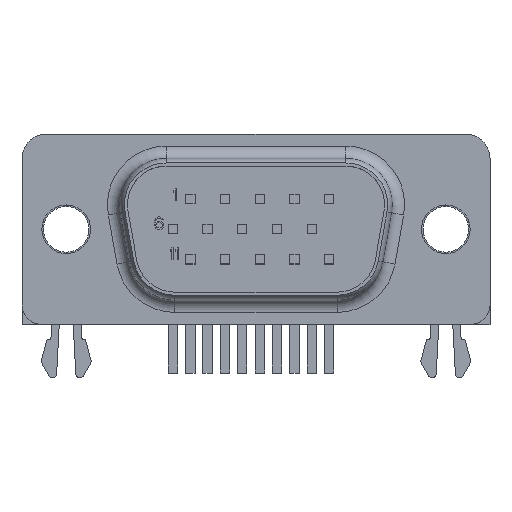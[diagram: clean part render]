
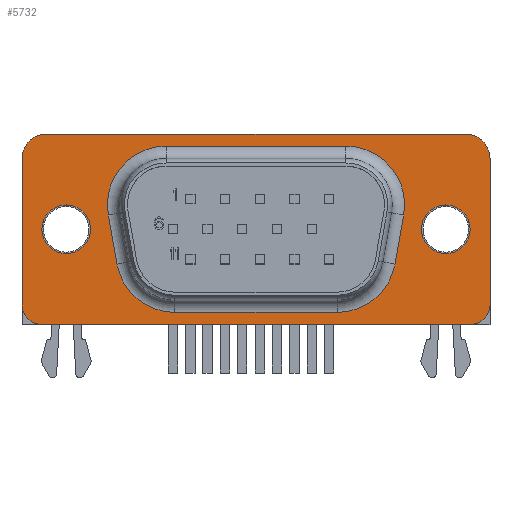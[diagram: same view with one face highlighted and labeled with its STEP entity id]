
A CAD part, top view. The second image highlights one B-rep face of the part: STEP entity #5732.
In plain terms, the highlighted planar face has unit normal (0, 0, 1).
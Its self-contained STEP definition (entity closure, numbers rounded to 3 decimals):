
#104=DIRECTION('',(0.,-1.,0.));
#105=VECTOR('',#104,9.655);
#106=CARTESIAN_POINT('',(-15.405,4.675,-6.));
#107=LINE('',#106,#105);
#122=CARTESIAN_POINT('',(14.135,-4.98,-6.));
#123=DIRECTION('',(0.,0.,1.));
#124=DIRECTION('',(0.,-1.,0.));
#125=AXIS2_PLACEMENT_3D('',#122,#123,#124);
#127=CARTESIAN_POINT('',(-14.135,-4.98,-6.));
#128=DIRECTION('',(0.,0.,1.));
#129=DIRECTION('',(-1.,0.,0.));
#130=AXIS2_PLACEMENT_3D('',#127,#128,#129);
#132=DIRECTION('',(1.,0.,0.));
#133=VECTOR('',#132,27.66);
#134=CARTESIAN_POINT('',(-13.83,6.25,-6.));
#135=LINE('',#134,#133);
#136=CARTESIAN_POINT('',(-12.495,0.,-6.));
#137=DIRECTION('',(0.,0.,-1.));
#138=DIRECTION('',(-1.,0.,0.));
#139=AXIS2_PLACEMENT_3D('',#136,#137,#138);
#141=CARTESIAN_POINT('',(-12.495,0.,-6.));
#142=DIRECTION('',(0.,0.,-1.));
#143=DIRECTION('',(1.,0.,0.));
#144=AXIS2_PLACEMENT_3D('',#141,#142,#143);
#146=CARTESIAN_POINT('',(12.495,0.,-6.));
#147=DIRECTION('',(0.,0.,-1.));
#148=DIRECTION('',(-1.,0.,0.));
#149=AXIS2_PLACEMENT_3D('',#146,#147,#148);
#151=CARTESIAN_POINT('',(12.495,0.,-6.));
#152=DIRECTION('',(0.,0.,-1.));
#153=DIRECTION('',(1.,0.,0.));
#154=AXIS2_PLACEMENT_3D('',#151,#152,#153);
#164=DIRECTION('',(0.,-1.,0.));
#165=VECTOR('',#164,9.655);
#166=CARTESIAN_POINT('',(15.405,4.675,-6.));
#167=LINE('',#166,#165);
#209=CARTESIAN_POINT('',(13.83,4.675,-6.));
#210=DIRECTION('',(0.,0.,1.));
#211=DIRECTION('',(1.,0.,0.));
#212=AXIS2_PLACEMENT_3D('',#209,#210,#211);
#222=CARTESIAN_POINT('',(-13.83,4.675,-6.));
#223=DIRECTION('',(0.,0.,1.));
#224=DIRECTION('',(0.,1.,0.));
#225=AXIS2_PLACEMENT_3D('',#222,#223,#224);
#1125=DIRECTION('',(1.,0.,0.));
#1126=VECTOR('',#1125,28.27);
#1127=CARTESIAN_POINT('',(-14.135,-6.25,-6.));
#1128=LINE('',#1127,#1126);
#2484=DIRECTION('',(0.174,0.985,0.));
#2485=VECTOR('',#2484,3.27);
#2486=CARTESIAN_POINT('',(9.154,-2.28,-6.));
#2487=LINE('',#2486,#2485);
#2493=CARTESIAN_POINT('',(5.92,1.61,-6.));
#2494=DIRECTION('',(0.,0.,1.));
#2495=DIRECTION('',(0.985,-0.174,0.));
#2496=AXIS2_PLACEMENT_3D('',#2493,#2494,#2495);
#2508=DIRECTION('',(-1.,0.,0.));
#2509=VECTOR('',#2508,11.84);
#2510=CARTESIAN_POINT('',(5.92,5.471,-6.));
#2511=LINE('',#2510,#2509);
#2521=CARTESIAN_POINT('',(-5.92,1.61,-6.));
#2522=DIRECTION('',(0.,0.,1.));
#2523=DIRECTION('',(0.,1.,0.));
#2524=AXIS2_PLACEMENT_3D('',#2521,#2522,#2523);
#2536=DIRECTION('',(0.174,-0.985,0.));
#2537=VECTOR('',#2536,3.27);
#2538=CARTESIAN_POINT('',(-9.722,0.94,-6.));
#2539=LINE('',#2538,#2537);
#2573=CARTESIAN_POINT('',(5.352,-1.61,-6.));
#2574=DIRECTION('',(0.,0.,1.));
#2575=DIRECTION('',(0.,-1.,0.));
#2576=AXIS2_PLACEMENT_3D('',#2573,#2574,#2575);
#2588=DIRECTION('',(1.,0.,0.));
#2589=VECTOR('',#2588,10.704);
#2590=CARTESIAN_POINT('',(-5.352,-5.471,-6.));
#2591=LINE('',#2590,#2589);
#2606=CARTESIAN_POINT('',(-5.352,-1.61,-6.));
#2607=DIRECTION('',(0.,0.,1.));
#2608=DIRECTION('',(-0.985,-0.174,0.));
#2609=AXIS2_PLACEMENT_3D('',#2606,#2607,#2608);
#4297=CARTESIAN_POINT('',(13.83,6.25,-6.));
#4299=VERTEX_POINT('',#4297);
#4302=CARTESIAN_POINT('',(15.405,4.675,-6.));
#4303=VERTEX_POINT('',#4302);
#4304=CARTESIAN_POINT('',(-13.83,6.25,-6.));
#4306=VERTEX_POINT('',#4304);
#4308=CARTESIAN_POINT('',(-15.405,4.675,-6.));
#4309=VERTEX_POINT('',#4308);
#4336=CARTESIAN_POINT('',(-15.405,-4.98,-6.));
#4337=VERTEX_POINT('',#4336);
#4342=CARTESIAN_POINT('',(15.405,-4.98,-6.));
#4343=VERTEX_POINT('',#4342);
#4344=CARTESIAN_POINT('',(14.135,-6.25,-6.));
#4345=VERTEX_POINT('',#4344);
#4346=CARTESIAN_POINT('',(-14.135,-6.25,-6.));
#4347=VERTEX_POINT('',#4346);
#5520=CARTESIAN_POINT('',(9.154,-2.28,-6.));
#5521=CARTESIAN_POINT('',(9.722,0.94,-6.));
#5522=VERTEX_POINT('',#5520);
#5523=VERTEX_POINT('',#5521);
#5524=CARTESIAN_POINT('',(5.92,5.471,-6.));
#5525=VERTEX_POINT('',#5524);
#5528=CARTESIAN_POINT('',(-5.92,5.471,-6.));
#5529=VERTEX_POINT('',#5528);
#5532=CARTESIAN_POINT('',(-9.722,0.94,-6.));
#5533=VERTEX_POINT('',#5532);
#5536=CARTESIAN_POINT('',(-9.154,-2.28,-6.));
#5537=VERTEX_POINT('',#5536);
#5540=CARTESIAN_POINT('',(5.352,-5.471,-6.));
#5541=VERTEX_POINT('',#5540);
#5544=CARTESIAN_POINT('',(-5.352,-5.471,-6.));
#5545=VERTEX_POINT('',#5544);
#5600=CARTESIAN_POINT('',(-14.095,0.,-6.));
#5601=VERTEX_POINT('',#5600);
#5602=CARTESIAN_POINT('',(-10.895,0.,-6.));
#5603=VERTEX_POINT('',#5602);
#5604=CARTESIAN_POINT('',(10.895,0.,-6.));
#5605=VERTEX_POINT('',#5604);
#5606=CARTESIAN_POINT('',(14.095,0.,-6.));
#5607=VERTEX_POINT('',#5606);
#5681=CARTESIAN_POINT('',(-15.405,6.25,-6.));
#5682=DIRECTION('',(0.,0.,1.));
#5683=DIRECTION('',(0.,-1.,0.));
#5684=AXIS2_PLACEMENT_3D('',#5681,#5682,#5683);
#5685=PLANE('',#5684);
#5687=ORIENTED_EDGE('',*,*,#5686,.F.);
#5689=ORIENTED_EDGE('',*,*,#5688,.F.);
#5690=ORIENTED_EDGE('',*,*,#5673,.F.);
#5691=ORIENTED_EDGE('',*,*,#5633,.F.);
#5693=ORIENTED_EDGE('',*,*,#5692,.F.);
#5695=ORIENTED_EDGE('',*,*,#5694,.T.);
#5697=ORIENTED_EDGE('',*,*,#5696,.F.);
#5699=ORIENTED_EDGE('',*,*,#5698,.T.);
#5700=EDGE_LOOP('',(#5687,#5689,#5690,#5691,#5693,#5695,#5697,#5699));
#5701=FACE_OUTER_BOUND('',#5700,.F.);
#5703=ORIENTED_EDGE('',*,*,#5702,.T.);
#5705=ORIENTED_EDGE('',*,*,#5704,.T.);
#5707=ORIENTED_EDGE('',*,*,#5706,.T.);
#5709=ORIENTED_EDGE('',*,*,#5708,.T.);
#5711=ORIENTED_EDGE('',*,*,#5710,.T.);
#5713=ORIENTED_EDGE('',*,*,#5712,.T.);
#5715=ORIENTED_EDGE('',*,*,#5714,.T.);
#5717=ORIENTED_EDGE('',*,*,#5716,.T.);
#5718=EDGE_LOOP('',(#5703,#5705,#5707,#5709,#5711,#5713,#5715,#5717));
#5719=FACE_BOUND('',#5718,.F.);
#5721=ORIENTED_EDGE('',*,*,#5720,.F.);
#5723=ORIENTED_EDGE('',*,*,#5722,.F.);
#5724=EDGE_LOOP('',(#5721,#5723));
#5725=FACE_BOUND('',#5724,.F.);
#5727=ORIENTED_EDGE('',*,*,#5726,.F.);
#5729=ORIENTED_EDGE('',*,*,#5728,.F.);
#5730=EDGE_LOOP('',(#5727,#5729));
#5731=FACE_BOUND('',#5730,.F.);
#5732=ADVANCED_FACE('',(#5701,#5719,#5725,#5731),#5685,.T.);
#126=CIRCLE('',#125,1.27);
#131=CIRCLE('',#130,1.27);
#140=CIRCLE('',#139,1.6);
#145=CIRCLE('',#144,1.6);
#150=CIRCLE('',#149,1.6);
#155=CIRCLE('',#154,1.6);
#213=CIRCLE('',#212,1.575);
#226=CIRCLE('',#225,1.575);
#2497=CIRCLE('',#2496,3.861);
#2525=CIRCLE('',#2524,3.861);
#2577=CIRCLE('',#2576,3.861);
#2610=CIRCLE('',#2609,3.861);
#5633=EDGE_CURVE('',#4309,#4337,#107,.T.);
#5673=EDGE_CURVE('',#4337,#4347,#131,.T.);
#5686=EDGE_CURVE('',#4345,#4343,#126,.T.);
#5688=EDGE_CURVE('',#4347,#4345,#1128,.T.);
#5692=EDGE_CURVE('',#4306,#4309,#226,.T.);
#5694=EDGE_CURVE('',#4306,#4299,#135,.T.);
#5696=EDGE_CURVE('',#4303,#4299,#213,.T.);
#5698=EDGE_CURVE('',#4303,#4343,#167,.T.);
#5702=EDGE_CURVE('',#5522,#5523,#2487,.T.);
#5704=EDGE_CURVE('',#5523,#5525,#2497,.T.);
#5706=EDGE_CURVE('',#5525,#5529,#2511,.T.);
#5708=EDGE_CURVE('',#5529,#5533,#2525,.T.);
#5710=EDGE_CURVE('',#5533,#5537,#2539,.T.);
#5712=EDGE_CURVE('',#5537,#5545,#2610,.T.);
#5714=EDGE_CURVE('',#5545,#5541,#2591,.T.);
#5716=EDGE_CURVE('',#5541,#5522,#2577,.T.);
#5720=EDGE_CURVE('',#5601,#5603,#140,.T.);
#5722=EDGE_CURVE('',#5603,#5601,#145,.T.);
#5726=EDGE_CURVE('',#5605,#5607,#150,.T.);
#5728=EDGE_CURVE('',#5607,#5605,#155,.T.);
